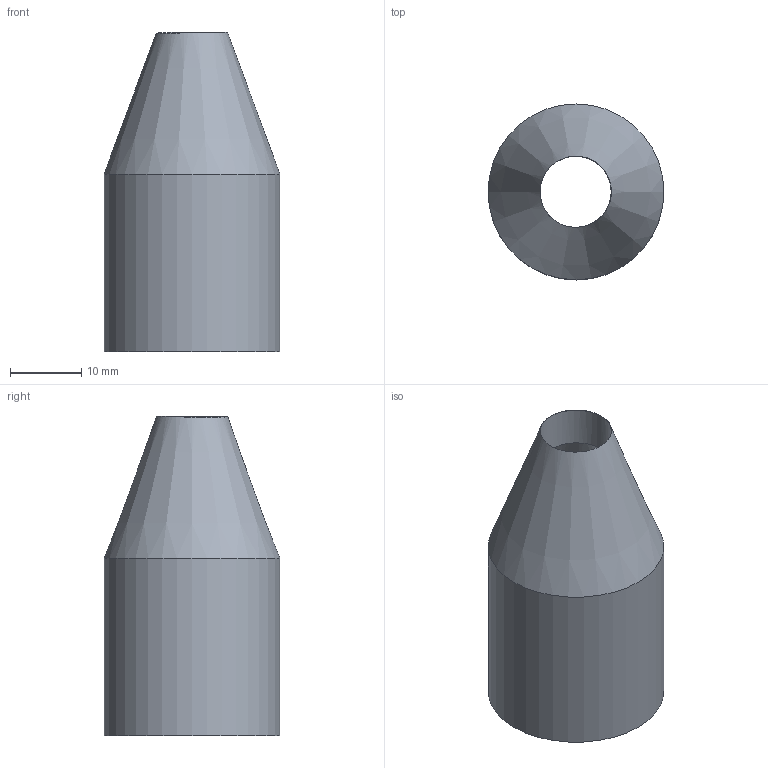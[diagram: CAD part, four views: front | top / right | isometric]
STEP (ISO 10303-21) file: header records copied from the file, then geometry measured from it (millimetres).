
FILE_DESCRIPTION(/* description */ (''),/* implementation_level */ '2;1');
FILE_NAME(/* name */ 'tuyere v9.step',/* time_stamp */ '2021-01-31T22:11:33+01:00',/* author */ (''),/* organization */ (''),/* preprocessor_version */ 'ST-DEVELOPER v18.1',/* originating_system */ 'Autodesk Translation Framework v9.7.1.1290',/* authorisation */ '');
FILE_SCHEMA (('AUTOMOTIVE_DESIGN { 1 0 10303 214 3 1 1 }'));
Length unit declared in the file: millimetre
Products named in the file (1): tuyere
Bounding box: 24.75 x 24.75 x 45 mm (x, y, z)
Volume: 5071 mm3; surface area: 5703.5 mm2
Topology: 1 solids, 1 shells, 8 faces, 24 edges, 16 vertices
Faces by surface type: cylinder 3, torus 2, cone 2, plane 1
Full cylindrical faces by diameter (mm): 10 x1, 20.75 x1, 24.75 x1
Entity records: 366 total; most frequent: CARTESIAN_POINT 109, DIRECTION 49, ORIENTED_EDGE 48, EDGE_CURVE 24, AXIS2_PLACEMENT_3D 22, VERTEX_POINT 16, CIRCLE 13, FACE_OUTER_BOUND 8
